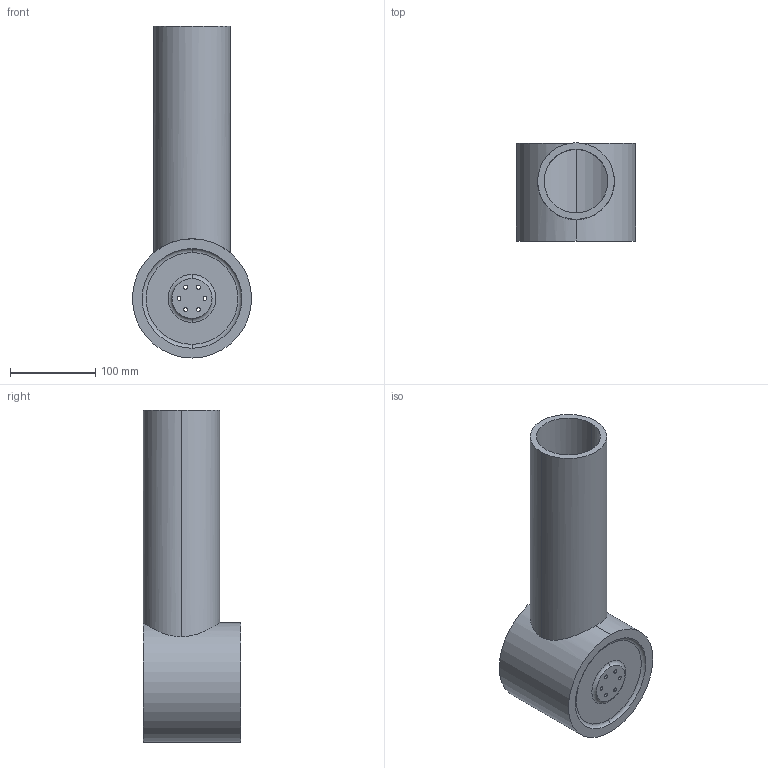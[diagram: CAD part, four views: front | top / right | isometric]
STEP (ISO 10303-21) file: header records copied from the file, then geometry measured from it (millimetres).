
FILE_DESCRIPTION (( 'STEP AP214' ), '1' );
FILE_NAME ('link4.STEP', '2025-12-02T14:39:59', ( '' ), ( '' ), 'SwSTEP 2.0', 'SolidWorks 2025', '' );
FILE_SCHEMA (( 'AUTOMOTIVE_DESIGN' ));
Length unit declared in the file: millimetre
Products named in the file (1): link4
Bounding box: 140 x 115 x 390 mm (x, y, z)
Volume: 1038626.5 mm3; surface area: 253006 mm2
Topology: 2 solids, 2 shells, 51 faces, 120 edges, 80 vertices
Faces by surface type: cylinder 35, plane 12, torus 4
Entity records: 2090 total; most frequent: CARTESIAN_POINT 796, DIRECTION 284, ORIENTED_EDGE 240, AXIS2_PLACEMENT_3D 124, EDGE_CURVE 120, VERTEX_POINT 80, EDGE_LOOP 74, CIRCLE 72
